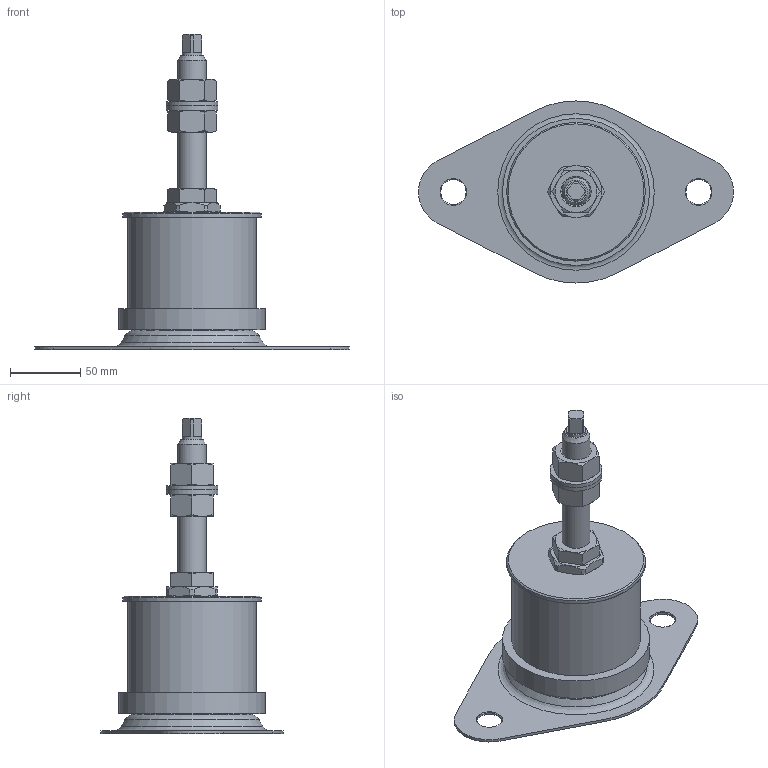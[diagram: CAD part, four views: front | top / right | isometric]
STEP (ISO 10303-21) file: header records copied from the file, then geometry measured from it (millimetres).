
FILE_DESCRIPTION(/* description */ ('Wibroizolator KE-90'),/* implementation_level */ '2;1');
FILE_NAME(/* name */ 'KE-90-P_',/* time_stamp */ '2023-11-14T21:02:16+01:00',/* author */ ('SOJA'),/* organization */ ('WIBROIZOLACJA'),/* preprocessor_version */ 'ST-DEVELOPER v18.102',/* originating_system */ 'Solid Edge',/* authorisation */ 'Unknown');
FILE_SCHEMA (('AUTOMOTIVE_DESIGN {1 0 10303 214 3 1 1}'));
Length unit declared in the file: millimetre
Products named in the file (4): KE-90-P_; Nut_DIN_934_M20; Washer_DIN_125_20
Assembly tree (5 placements, depth 2):
  KE-90-P_
    KE-90-P_
    Nut_DIN_934_M20  x2
    Washer_DIN_125_20  x2
Bounding box: 224.82 x 130 x 225 mm (x, y, z)
Volume: 788310.2 mm3; surface area: 93746.5 mm2
Topology: 5 solids, 6 shells, 114 faces, 260 edges, 165 vertices
Faces by surface type: plane 55, cone 33, cylinder 24, torus 2
Full cylindrical faces by diameter (mm): 14 x1, 17.294 x2, 18 x2, 20 x2, 22 x2, 37 x2, 92 x1, 99 x1, 105 x1
Entity records: 3493 total; most frequent: CARTESIAN_POINT 679, DIRECTION 430, ORIENTED_EDGE 386, EDGE_CURVE 193, AXIS2_PLACEMENT_3D 184, EDGE_LOOP 140, FACE_BOUND 140, VERTEX_POINT 137
